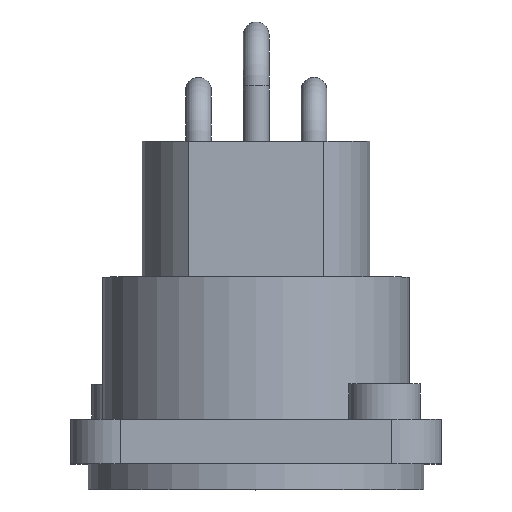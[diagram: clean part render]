
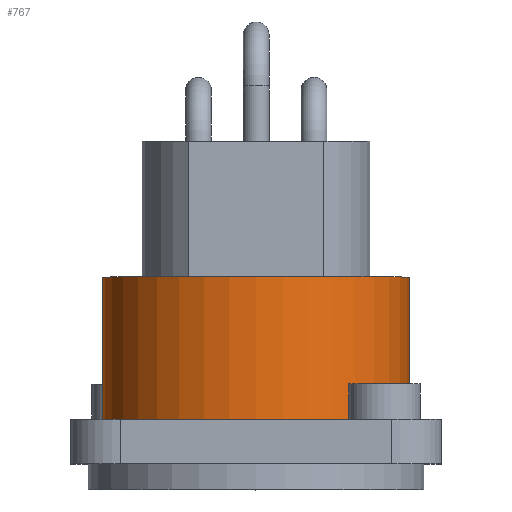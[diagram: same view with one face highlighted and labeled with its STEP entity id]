
A CAD part, top view. The second image highlights one B-rep face of the part: STEP entity #767.
In plain terms, the highlighted cylindrical face has radius 10.75 mm (diameter 21.5 mm), a full revolution.
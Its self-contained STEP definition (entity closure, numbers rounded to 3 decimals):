
#466 = PLANE('',#467);
#467 = AXIS2_PLACEMENT_3D('',#468,#469,#470);
#468 = CARTESIAN_POINT('',(0.,13.1,0.)
  );
#469 = DIRECTION('',(0.,1.,0.));
#470 = DIRECTION('',(0.,0.,1.));
#702 = EDGE_CURVE('',#703,#703,#705,.T.);
#703 = VERTEX_POINT('',#704);
#704 = CARTESIAN_POINT('',(10.75,13.1,0.));
#705 = SURFACE_CURVE('',#706,(#711,#718),.PCURVE_S1.);
#706 = CIRCLE('',#707,10.75);
#707 = AXIS2_PLACEMENT_3D('',#708,#709,#710);
#708 = CARTESIAN_POINT('',(0.,13.1,0.)
  );
#709 = DIRECTION('',(0.,1.,0.));
#710 = DIRECTION('',(1.,0.,0.));
#711 = PCURVE('',#466,#712);
#712 = DEFINITIONAL_REPRESENTATION('',(#713),#717);
#713 = CIRCLE('',#714,10.75);
#714 = AXIS2_PLACEMENT_2D('',#715,#716);
#715 = CARTESIAN_POINT('',(0.,0.));
#716 = DIRECTION('',(0.,1.));
#717 = ( GEOMETRIC_REPRESENTATION_CONTEXT(2) 
PARAMETRIC_REPRESENTATION_CONTEXT() REPRESENTATION_CONTEXT('2D SPACE',''
  ) );
#718 = PCURVE('',#719,#724);
#719 = CYLINDRICAL_SURFACE('',#720,10.75);
#720 = AXIS2_PLACEMENT_3D('',#721,#722,#723);
#721 = CARTESIAN_POINT('',(0.,3.1,0.));
#722 = DIRECTION('',(0.,-1.,0.));
#723 = DIRECTION('',(1.,0.,0.));
#724 = DEFINITIONAL_REPRESENTATION('',(#725),#728);
#725 = B_SPLINE_CURVE_WITH_KNOTS('',1,(#726,#727),.UNSPECIFIED.,.F.,.F.,
  (2,2),(0.,6.283),.PIECEWISE_BEZIER_KNOTS.);
#726 = CARTESIAN_POINT('',(0.,-10.));
#727 = CARTESIAN_POINT('',(-6.283,-10.));
#728 = ( GEOMETRIC_REPRESENTATION_CONTEXT(2) 
PARAMETRIC_REPRESENTATION_CONTEXT() REPRESENTATION_CONTEXT('2D SPACE',''
  ) );
#767 = ADVANCED_FACE('',(#768),#719,.T.);
#768 = FACE_BOUND('',#769,.F.);
#769 = EDGE_LOOP('',(#770,#791,#792,#793));
#770 = ORIENTED_EDGE('',*,*,#771,.T.);
#771 = EDGE_CURVE('',#772,#703,#774,.T.);
#772 = VERTEX_POINT('',#773);
#773 = CARTESIAN_POINT('',(10.75,3.1,0.));
#774 = SEAM_CURVE('',#775,(#779,#785),.PCURVE_S1.);
#775 = LINE('',#776,#777);
#776 = CARTESIAN_POINT('',(10.75,3.1,0.));
#777 = VECTOR('',#778,1.);
#778 = DIRECTION('',(0.,1.,0.));
#779 = PCURVE('',#719,#780);
#780 = DEFINITIONAL_REPRESENTATION('',(#781),#784);
#781 = B_SPLINE_CURVE_WITH_KNOTS('',1,(#782,#783),.UNSPECIFIED.,.F.,.F.,
  (2,2),(0.,10.),.PIECEWISE_BEZIER_KNOTS.);
#782 = CARTESIAN_POINT('',(0.,0.));
#783 = CARTESIAN_POINT('',(0.,-10.));
#784 = ( GEOMETRIC_REPRESENTATION_CONTEXT(2) 
PARAMETRIC_REPRESENTATION_CONTEXT() REPRESENTATION_CONTEXT('2D SPACE',''
  ) );
#785 = PCURVE('',#719,#786);
#786 = DEFINITIONAL_REPRESENTATION('',(#787),#790);
#787 = B_SPLINE_CURVE_WITH_KNOTS('',1,(#788,#789),.UNSPECIFIED.,.F.,.F.,
  (2,2),(0.,10.),.PIECEWISE_BEZIER_KNOTS.);
#788 = CARTESIAN_POINT('',(-6.283,0.));
#789 = CARTESIAN_POINT('',(-6.283,-10.));
#790 = ( GEOMETRIC_REPRESENTATION_CONTEXT(2) 
PARAMETRIC_REPRESENTATION_CONTEXT() REPRESENTATION_CONTEXT('2D SPACE',''
  ) );
#791 = ORIENTED_EDGE('',*,*,#702,.T.);
#792 = ORIENTED_EDGE('',*,*,#771,.F.);
#793 = ORIENTED_EDGE('',*,*,#794,.F.);
#794 = EDGE_CURVE('',#772,#772,#795,.T.);
#795 = SURFACE_CURVE('',#796,(#801,#807),.PCURVE_S1.);
#796 = CIRCLE('',#797,10.75);
#797 = AXIS2_PLACEMENT_3D('',#798,#799,#800);
#798 = CARTESIAN_POINT('',(0.,3.1,0.));
#799 = DIRECTION('',(0.,1.,0.));
#800 = DIRECTION('',(1.,0.,0.));
#801 = PCURVE('',#719,#802);
#802 = DEFINITIONAL_REPRESENTATION('',(#803),#806);
#803 = B_SPLINE_CURVE_WITH_KNOTS('',1,(#804,#805),.UNSPECIFIED.,.F.,.F.,
  (2,2),(0.,6.283),.PIECEWISE_BEZIER_KNOTS.);
#804 = CARTESIAN_POINT('',(0.,0.));
#805 = CARTESIAN_POINT('',(-6.283,0.));
#806 = ( GEOMETRIC_REPRESENTATION_CONTEXT(2) 
PARAMETRIC_REPRESENTATION_CONTEXT() REPRESENTATION_CONTEXT('2D SPACE',''
  ) );
#807 = PCURVE('',#808,#813);
#808 = PLANE('',#809);
#809 = AXIS2_PLACEMENT_3D('',#810,#811,#812);
#810 = CARTESIAN_POINT('',(0.,3.1,0.));
#811 = DIRECTION('',(0.,1.,0.));
#812 = DIRECTION('',(0.,0.,1.));
#813 = DEFINITIONAL_REPRESENTATION('',(#814),#818);
#814 = CIRCLE('',#815,10.75);
#815 = AXIS2_PLACEMENT_2D('',#816,#817);
#816 = CARTESIAN_POINT('',(0.,0.));
#817 = DIRECTION('',(0.,1.));
#818 = ( GEOMETRIC_REPRESENTATION_CONTEXT(2) 
PARAMETRIC_REPRESENTATION_CONTEXT() REPRESENTATION_CONTEXT('2D SPACE',''
  ) );
